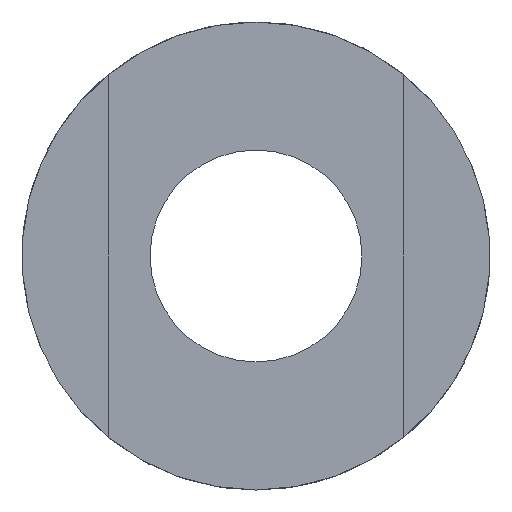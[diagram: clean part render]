
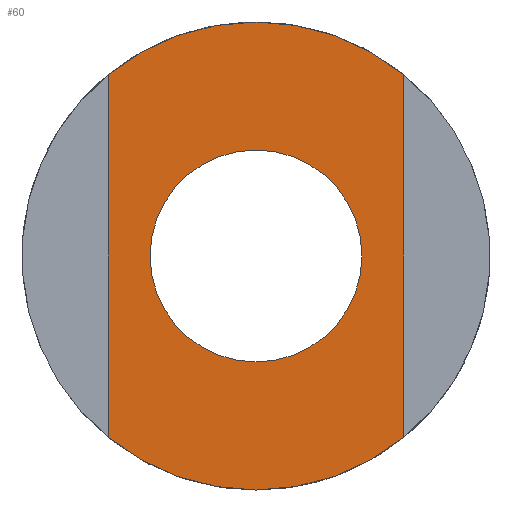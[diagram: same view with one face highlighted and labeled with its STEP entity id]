
A CAD part, front view. The second image highlights one B-rep face of the part: STEP entity #60.
In plain terms, the highlighted planar face has unit normal (0, -1, 0).
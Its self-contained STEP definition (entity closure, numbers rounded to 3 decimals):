
#60 = ADVANCED_FACE( '', ( #121, #122 ), #123, .F. );
#121 = FACE_BOUND( '', #195, .T. );
#122 = FACE_OUTER_BOUND( '', #196, .T. );
#123 = PLANE( '', #197 );
#195 = EDGE_LOOP( '', ( #316 ) );
#196 = EDGE_LOOP( '', ( #317, #318, #319, #320 ) );
#197 = AXIS2_PLACEMENT_3D( '', #321, #322, #323 );
#316 = ORIENTED_EDGE( '', *, *, #397, .T. );
#317 = ORIENTED_EDGE( '', *, *, #378, .F. );
#318 = ORIENTED_EDGE( '', *, *, #370, .F. );
#319 = ORIENTED_EDGE( '', *, *, #382, .F. );
#320 = ORIENTED_EDGE( '', *, *, #394, .F. );
#321 = CARTESIAN_POINT( '', ( 0., -1.5, 0. ) );
#322 = DIRECTION( '', ( 0., 1., 0. ) );
#323 = DIRECTION( '', ( 0., 0., 1. ) );
#370 = EDGE_CURVE( '', #431, #433, #434, .T. );
#378 = EDGE_CURVE( '', #433, #445, #446, .T. );
#382 = EDGE_CURVE( '', #451, #431, #453, .T. );
#394 = EDGE_CURVE( '', #445, #451, #469, .T. );
#397 = EDGE_CURVE( '', #472, #472, #473, .T. );
#431 = VERTEX_POINT( '', #539 );
#433 = VERTEX_POINT( '', #542 );
#434 = LINE( '', #543, #544 );
#445 = VERTEX_POINT( '', #563 );
#446 = CIRCLE( '', #564, 4.75 );
#451 = VERTEX_POINT( '', #570 );
#453 = CIRCLE( '', #573, 4.75 );
#469 = LINE( '', #610, #611 );
#472 = VERTEX_POINT( '', #614 );
#473 = CIRCLE( '', #615, 2.15 );
#539 = CARTESIAN_POINT( '', ( 3., -1.5, 3.683 ) );
#542 = CARTESIAN_POINT( '', ( 3., -1.5, -3.683 ) );
#543 = CARTESIAN_POINT( '', ( 3., -1.5, 3.683 ) );
#544 = VECTOR( '', #632, 1000. );
#563 = CARTESIAN_POINT( '', ( -3., -1.5, -3.683 ) );
#564 = AXIS2_PLACEMENT_3D( '', #641, #642, #643 );
#570 = CARTESIAN_POINT( '', ( -3., -1.5, 3.683 ) );
#573 = AXIS2_PLACEMENT_3D( '', #649, #650, #651 );
#610 = CARTESIAN_POINT( '', ( -3., -1.5, -3.683 ) );
#611 = VECTOR( '', #661, 1000. );
#614 = CARTESIAN_POINT( '', ( 2.15, -1.5, 0. ) );
#615 = AXIS2_PLACEMENT_3D( '', #662, #663, #664 );
#632 = DIRECTION( '', ( 0., 0., -1. ) );
#641 = CARTESIAN_POINT( '', ( 0., -1.5, 0. ) );
#642 = DIRECTION( '', ( 0., 1., 0. ) );
#643 = DIRECTION( '', ( 1., 0., 0. ) );
#649 = CARTESIAN_POINT( '', ( 0., -1.5, 0. ) );
#650 = DIRECTION( '', ( 0., 1., 0. ) );
#651 = DIRECTION( '', ( 1., 0., 0. ) );
#661 = DIRECTION( '', ( 0., 0., 1. ) );
#662 = CARTESIAN_POINT( '', ( 0., -1.5, 0. ) );
#663 = DIRECTION( '', ( 0., 1., 0. ) );
#664 = DIRECTION( '', ( 1., 0., 0. ) );
